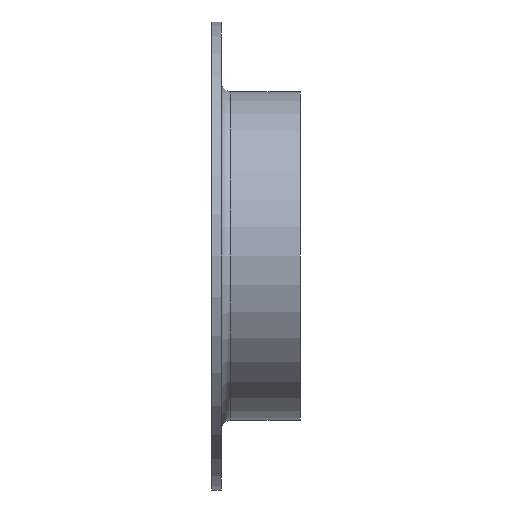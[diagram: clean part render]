
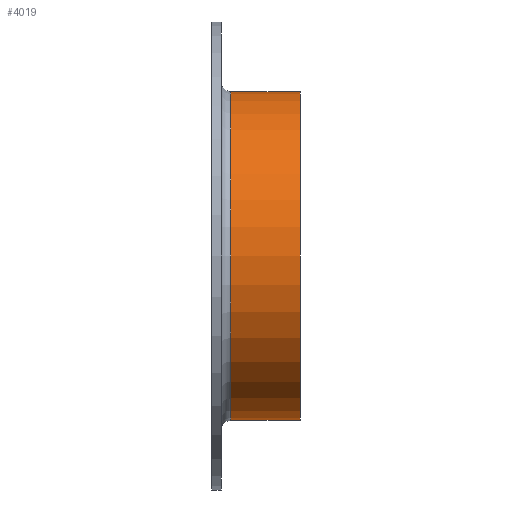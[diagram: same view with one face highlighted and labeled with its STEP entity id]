
A CAD part, front view. The second image highlights one B-rep face of the part: STEP entity #4019.
In plain terms, the highlighted cylindrical face has radius 52 mm (diameter 104 mm), a full revolution.
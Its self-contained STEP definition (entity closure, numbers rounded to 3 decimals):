
#55 = CIRCLE ( 'NONE', #8524, 52. ) ;
#470 = AXIS2_PLACEMENT_3D ( 'NONE', #6851, #13316, #11416 ) ;
#714 = VERTEX_POINT ( 'NONE', #5108 ) ;
#774 = EDGE_LOOP ( 'NONE', ( #13592 ) ) ;
#1094 = DIRECTION ( 'NONE',  ( 1., 0., 0. ) ) ;
#1342 = AXIS2_PLACEMENT_3D ( 'NONE', #7357, #13970, #12896 ) ;
#1861 = FACE_OUTER_BOUND ( 'NONE', #11517, .T. ) ;
#2945 = ORIENTED_EDGE ( 'NONE', *, *, #6105, .T. ) ;
#4019 = ADVANCED_FACE ( 'NONE', ( #1861, #13756 ), #12610, .T. ) ;
#5108 = CARTESIAN_POINT ( 'NONE',  ( 28., 0., 52. ) ) ;
#6105 = EDGE_CURVE ( 'NONE', #11590, #11590, #55, .T. ) ;
#6851 = CARTESIAN_POINT ( 'NONE',  ( 28., 0., 0. ) ) ;
#7253 = CARTESIAN_POINT ( 'NONE',  ( 6., 0., 0. ) ) ;
#7357 = CARTESIAN_POINT ( 'NONE',  ( 0., 0., 0. ) ) ;
#8524 = AXIS2_PLACEMENT_3D ( 'NONE', #7253, #1094, #11615 ) ;
#8706 = EDGE_CURVE ( 'NONE', #714, #714, #11671, .T. ) ;
#11416 = DIRECTION ( 'NONE',  ( 0., 0., 1. ) ) ;
#11517 = EDGE_LOOP ( 'NONE', ( #2945 ) ) ;
#11590 = VERTEX_POINT ( 'NONE', #11746 ) ;
#11615 = DIRECTION ( 'NONE',  ( 0., 0., 1. ) ) ;
#11671 = CIRCLE ( 'NONE', #470, 52. ) ;
#11746 = CARTESIAN_POINT ( 'NONE',  ( 6., 0., 52. ) ) ;
#12610 = CYLINDRICAL_SURFACE ( 'NONE', #1342, 52. ) ;
#12896 = DIRECTION ( 'NONE',  ( 0., 0., 1. ) ) ;
#13316 = DIRECTION ( 'NONE',  ( -1., 0., 0. ) ) ;
#13592 = ORIENTED_EDGE ( 'NONE', *, *, #8706, .T. ) ;
#13756 = FACE_OUTER_BOUND ( 'NONE', #774, .T. ) ;
#13970 = DIRECTION ( 'NONE',  ( -1., 0., 0. ) ) ;
